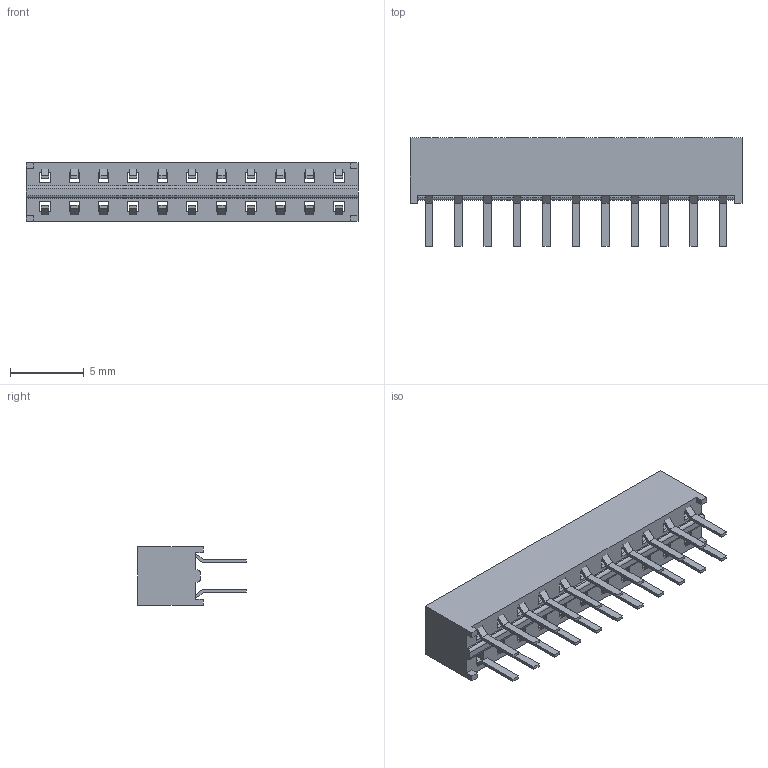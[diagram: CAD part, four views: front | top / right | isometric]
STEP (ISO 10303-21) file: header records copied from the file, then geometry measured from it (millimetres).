
FILE_DESCRIPTION( ( 'STEP AP214' ), '1' );
FILE_NAME( 'MMS-111-01-F-DV.stp', '2021-01-09T17:35:31', ( 'License CC BY-ND 4.0' ), ( 'CADENAS' ), ' ', 'PARTsolutions', ' ' );
FILE_SCHEMA( ( 'AUTOMOTIVE_DESIGN { 1 0 10303 214 1 1 1 1 }' ) );
Length unit declared in the file: inch
Products named in the file (3): MMS-111-01-F-DV; _MMS-111-01-DV_socket; _C-63-01-11-DV
Assembly tree (2 placements, depth 2):
  MMS-111-01-F-DV
    _MMS-111-01-DV_socket
    _C-63-01-11-DV
Bounding box: 22.55 x 7.37 x 4 mm (x, y, z)
Volume: 517.9 mm3; surface area: 1218.2 mm2
Topology: 2 solids, 2 shells, 444 faces, 1232 edges, 792 vertices
Faces by surface type: plane 442, cylinder 2
Entity records: 17542 total; most frequent: CARTESIAN_POINT 2471, ORIENTED_EDGE 2464, DIRECTION 2130, EDGE_CURVE 1232, LINE 1228, VECTOR 1228, VERTEX_POINT 792, EDGE_LOOP 524
